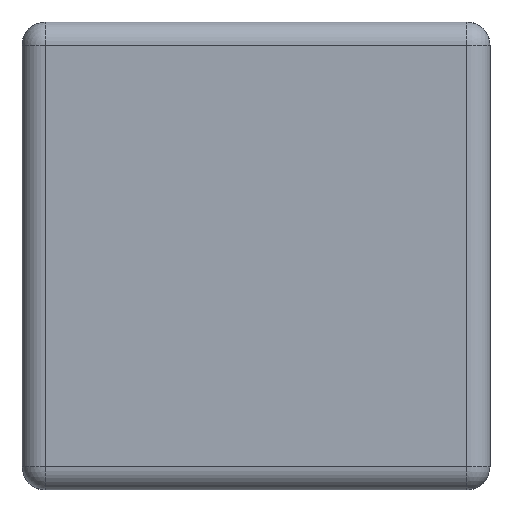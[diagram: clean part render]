
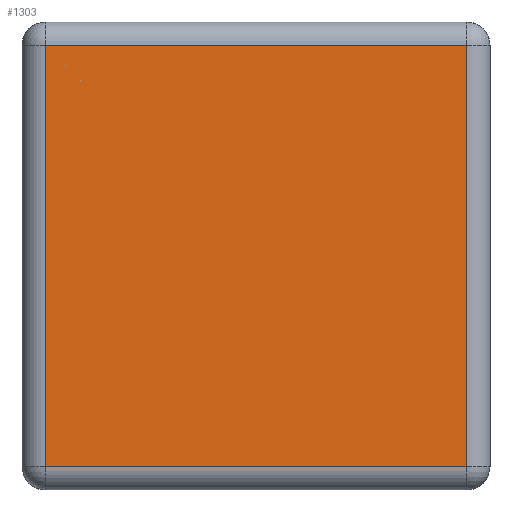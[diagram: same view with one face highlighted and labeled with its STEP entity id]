
A CAD part, left-side view. The second image highlights one B-rep face of the part: STEP entity #1303.
In plain terms, the highlighted planar face has unit normal (-1, 0, 0).
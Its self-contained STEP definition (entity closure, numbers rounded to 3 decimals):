
#1139 = EDGE_CURVE('',#1140,#1142,#1144,.T.);
#1140 = VERTEX_POINT('',#1141);
#1141 = CARTESIAN_POINT('',(-0.8,-0.36,0.04));
#1142 = VERTEX_POINT('',#1143);
#1143 = CARTESIAN_POINT('',(-0.8,-0.36,0.76));
#1144 = LINE('',#1145,#1146);
#1145 = CARTESIAN_POINT('',(-0.8,-0.36,0.));
#1146 = VECTOR('',#1147,1.);
#1147 = DIRECTION('',(0.,0.,1.));
#1207 = VERTEX_POINT('',#1208);
#1208 = CARTESIAN_POINT('',(-0.8,0.36,0.04));
#1217 = EDGE_CURVE('',#1207,#1140,#1218,.T.);
#1218 = LINE('',#1219,#1220);
#1219 = CARTESIAN_POINT('',(-0.8,0.4,0.04));
#1220 = VECTOR('',#1221,1.);
#1221 = DIRECTION('',(0.,-1.,0.));
#1232 = VERTEX_POINT('',#1233);
#1233 = CARTESIAN_POINT('',(-0.8,0.36,0.76));
#1242 = EDGE_CURVE('',#1232,#1142,#1243,.T.);
#1243 = LINE('',#1244,#1245);
#1244 = CARTESIAN_POINT('',(-0.8,0.4,0.76));
#1245 = VECTOR('',#1246,1.);
#1246 = DIRECTION('',(0.,-1.,0.));
#1292 = EDGE_CURVE('',#1207,#1232,#1293,.T.);
#1293 = LINE('',#1294,#1295);
#1294 = CARTESIAN_POINT('',(-0.8,0.36,0.));
#1295 = VECTOR('',#1296,1.);
#1296 = DIRECTION('',(0.,0.,1.));
#1303 = ADVANCED_FACE('',(#1304),#1310,.F.);
#1304 = FACE_BOUND('',#1305,.F.);
#1305 = EDGE_LOOP('',(#1306,#1307,#1308,#1309));
#1306 = ORIENTED_EDGE('',*,*,#1292,.T.);
#1307 = ORIENTED_EDGE('',*,*,#1242,.T.);
#1308 = ORIENTED_EDGE('',*,*,#1139,.F.);
#1309 = ORIENTED_EDGE('',*,*,#1217,.F.);
#1310 = PLANE('',#1311);
#1311 = AXIS2_PLACEMENT_3D('',#1312,#1313,#1314);
#1312 = CARTESIAN_POINT('',(-0.8,0.4,0.));
#1313 = DIRECTION('',(1.,0.,0.));
#1314 = DIRECTION('',(0.,-1.,0.));
